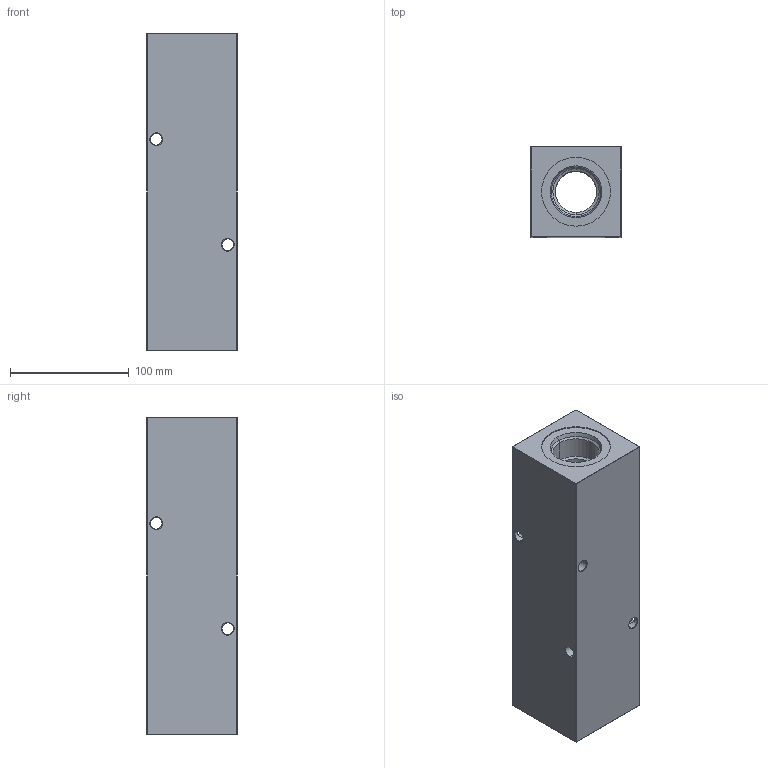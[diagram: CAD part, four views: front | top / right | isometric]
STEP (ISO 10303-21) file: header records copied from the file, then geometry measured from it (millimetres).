
FILE_DESCRIPTION (( 'STEP AP203' ), '1' );
FILE_NAME ('HM-3-90-S-20-12.STEP', '2020-11-09T23:36:14', ( '' ), ( '' ), 'SwSTEP 2.0', 'SolidWorks 2019', '' );
FILE_SCHEMA (( 'CONFIG_CONTROL_DESIGN' ));
Length unit declared in the file: inch
Products named in the file (1): HM-3-90-S-20-12
Bounding box: 76.2 x 76.2 x 266.7 mm (x, y, z)
Volume: 1185290.4 mm3; surface area: 132975.9 mm2
Topology: 1 solids, 1 shells, 583 faces, 1510 edges, 976 vertices
Faces by surface type: plane 245, bspline 212, cone 64, cylinder 62
Entity records: 28541 total; most frequent: CARTESIAN_POINT 15694, ORIENTED_EDGE 3020, DIRECTION 1904, EDGE_CURVE 1510, VERTEX_POINT 976, LINE 860, VECTOR 860, EDGE_LOOP 656
